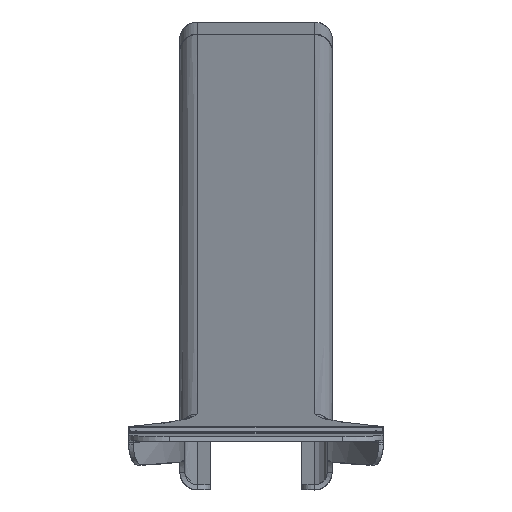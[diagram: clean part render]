
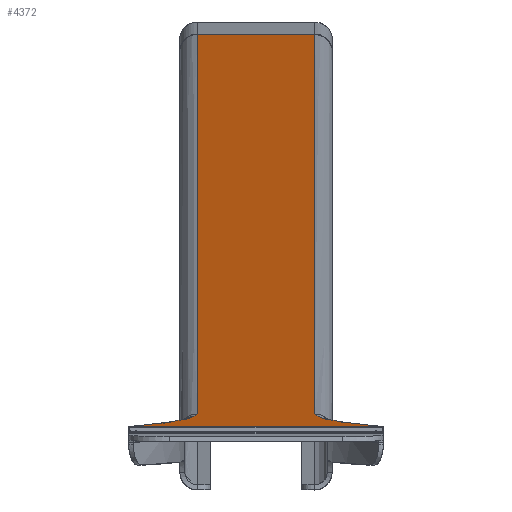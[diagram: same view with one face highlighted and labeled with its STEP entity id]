
A CAD part, left-side view. The second image highlights one B-rep face of the part: STEP entity #4372.
In plain terms, the highlighted planar face has unit normal (-0.048, 0, 0.999).
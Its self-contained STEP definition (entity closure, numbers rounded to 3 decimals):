
#4372 = ADVANCED_FACE('',(#4373),#4387,.T.);
#4373 = FACE_BOUND('',#4374,.T.);
#4374 = EDGE_LOOP('',(#4375,#4398,#4414,#4434,#4454,#4470,#4490,#4510));
#4375 = ORIENTED_EDGE('',*,*,#4376,.F.);
#4376 = EDGE_CURVE('',#4377,#4379,#4381,.T.);
#4377 = VERTEX_POINT('',#4378);
#4378 = CARTESIAN_POINT('',(18227.489,-25.,4499.468));
#4379 = VERTEX_POINT('',#4380);
#4380 = CARTESIAN_POINT('',(18227.489,24.903,4499.468)
  );
#4381 = SURFACE_CURVE('',#4382,(#4386),.PCURVE_S1.);
#4382 = LINE('',#4383,#4384);
#4383 = CARTESIAN_POINT('',(18227.489,-25.,4499.468));
#4384 = VECTOR('',#4385,1.);
#4385 = DIRECTION('',(0.,1.,0.));
#4386 = PCURVE('',#4387,#4392);
#4387 = PLANE('',#4388);
#4388 = AXIS2_PLACEMENT_3D('',#4389,#4390,#4391);
#4389 = CARTESIAN_POINT('',(0.,0.,3616.295));
#4390 = DIRECTION('',(-0.048,0.,0.999));
#4391 = DIRECTION('',(0.999,0.,0.048));
#4392 = DEFINITIONAL_REPRESENTATION('',(#4393),#4397);
#4393 = LINE('',#4394,#4395);
#4394 = CARTESIAN_POINT('',(18248.873,-25.));
#4395 = VECTOR('',#4396,1.);
#4396 = DIRECTION('',(0.,1.));
#4397 = ( GEOMETRIC_REPRESENTATION_CONTEXT(2) 
PARAMETRIC_REPRESENTATION_CONTEXT() REPRESENTATION_CONTEXT('2D SPACE',''
  ) );
#4398 = ORIENTED_EDGE('',*,*,#4399,.F.);
#4399 = EDGE_CURVE('',#4400,#4377,#4402,.T.);
#4400 = VERTEX_POINT('',#4401);
#4401 = CARTESIAN_POINT('',(18233.783,-21.851,4499.773)
  );
#4402 = SURFACE_CURVE('',#4403,(#4407),.PCURVE_S1.);
#4403 = LINE('',#4404,#4405);
#4404 = CARTESIAN_POINT('',(18233.783,-21.851,4499.773)
  );
#4405 = VECTOR('',#4406,1.);
#4406 = DIRECTION('',(-0.893,-0.447,
    -0.043));
#4407 = PCURVE('',#4387,#4408);
#4408 = DEFINITIONAL_REPRESENTATION('',(#4409),#4413);
#4409 = LINE('',#4410,#4411);
#4410 = CARTESIAN_POINT('',(18255.174,-21.851));
#4411 = VECTOR('',#4412,1.);
#4412 = DIRECTION('',(-0.895,-0.447));
#4413 = ( GEOMETRIC_REPRESENTATION_CONTEXT(2) 
PARAMETRIC_REPRESENTATION_CONTEXT() REPRESENTATION_CONTEXT('2D SPACE',''
  ) );
#4414 = ORIENTED_EDGE('',*,*,#4415,.F.);
#4415 = EDGE_CURVE('',#4416,#4400,#4418,.T.);
#4416 = VERTEX_POINT('',#4417);
#4417 = CARTESIAN_POINT('',(18278.848,-11.5,4501.957)
  );
#4418 = SURFACE_CURVE('',#4419,(#4425),.PCURVE_S1.);
#4419 = B_SPLINE_CURVE_WITH_KNOTS('',4,(#4420,#4421,#4422,#4423,#4424),
  .UNSPECIFIED.,.F.,.F.,(5,5),(0.,46.95),
  .PIECEWISE_BEZIER_KNOTS.);
#4420 = CARTESIAN_POINT('',(18278.848,-11.5,4501.957)
  );
#4421 = CARTESIAN_POINT('',(18267.191,-11.5,4501.392)
  );
#4422 = CARTESIAN_POINT('',(18255.532,-13.255,4500.827)
  );
#4423 = CARTESIAN_POINT('',(18244.275,-16.763,4500.282)
  );
#4424 = CARTESIAN_POINT('',(18233.783,-21.851,4499.773)
  );
#4425 = PCURVE('',#4387,#4426);
#4426 = DEFINITIONAL_REPRESENTATION('',(#4427),#4433);
#4427 = B_SPLINE_CURVE_WITH_KNOTS('',4,(#4428,#4429,#4430,#4431,#4432),
  .UNSPECIFIED.,.F.,.F.,(5,5),(0.,46.95),
  .PIECEWISE_BEZIER_KNOTS.);
#4428 = CARTESIAN_POINT('',(18300.292,-11.5));
#4429 = CARTESIAN_POINT('',(18288.622,-11.5));
#4430 = CARTESIAN_POINT('',(18276.949,-13.255));
#4431 = CARTESIAN_POINT('',(18265.678,-16.763));
#4432 = CARTESIAN_POINT('',(18255.174,-21.851));
#4433 = ( GEOMETRIC_REPRESENTATION_CONTEXT(2) 
PARAMETRIC_REPRESENTATION_CONTEXT() REPRESENTATION_CONTEXT('2D SPACE',''
  ) );
#4434 = ORIENTED_EDGE('',*,*,#4435,.F.);
#4435 = EDGE_CURVE('',#4436,#4416,#4438,.T.);
#4436 = VERTEX_POINT('',#4437);
#4437 = CARTESIAN_POINT('',(19818.501,-11.5,4576.557));
#4438 = SURFACE_CURVE('',#4439,(#4445),.PCURVE_S1.);
#4439 = B_SPLINE_CURVE_WITH_KNOTS('',4,(#4440,#4441,#4442,#4443,#4444),
  .UNSPECIFIED.,.F.,.F.,(5,5),(0.,1541.459),
  .PIECEWISE_BEZIER_KNOTS.);
#4440 = CARTESIAN_POINT('',(19818.501,-11.5,4576.557));
#4441 = CARTESIAN_POINT('',(19433.588,-11.5,4557.907)
  );
#4442 = CARTESIAN_POINT('',(19048.675,-11.5,4539.257
    ));
#4443 = CARTESIAN_POINT('',(18663.762,-11.5,4520.607
    ));
#4444 = CARTESIAN_POINT('',(18278.848,-11.5,4501.957)
  );
#4445 = PCURVE('',#4387,#4446);
#4446 = DEFINITIONAL_REPRESENTATION('',(#4447),#4453);
#4447 = B_SPLINE_CURVE_WITH_KNOTS('',4,(#4448,#4449,#4450,#4451,#4452),
  .UNSPECIFIED.,.F.,.F.,(5,5),(0.,1541.459),
  .PIECEWISE_BEZIER_KNOTS.);
#4448 = CARTESIAN_POINT('',(19841.751,-11.5));
#4449 = CARTESIAN_POINT('',(19456.387,-11.5));
#4450 = CARTESIAN_POINT('',(19071.022,-11.5));
#4451 = CARTESIAN_POINT('',(18685.657,-11.5));
#4452 = CARTESIAN_POINT('',(18300.292,-11.5));
#4453 = ( GEOMETRIC_REPRESENTATION_CONTEXT(2) 
PARAMETRIC_REPRESENTATION_CONTEXT() REPRESENTATION_CONTEXT('2D SPACE',''
  ) );
#4454 = ORIENTED_EDGE('',*,*,#4455,.F.);
#4455 = EDGE_CURVE('',#4456,#4436,#4458,.T.);
#4456 = VERTEX_POINT('',#4457);
#4457 = CARTESIAN_POINT('',(19818.501,11.5,4576.557));
#4458 = SURFACE_CURVE('',#4459,(#4463),.PCURVE_S1.);
#4459 = LINE('',#4460,#4461);
#4460 = CARTESIAN_POINT('',(19818.501,11.5,4576.557));
#4461 = VECTOR('',#4462,1.);
#4462 = DIRECTION('',(0.,-1.,0.));
#4463 = PCURVE('',#4387,#4464);
#4464 = DEFINITIONAL_REPRESENTATION('',(#4465),#4469);
#4465 = LINE('',#4466,#4467);
#4466 = CARTESIAN_POINT('',(19841.751,11.5));
#4467 = VECTOR('',#4468,1.);
#4468 = DIRECTION('',(0.,-1.));
#4469 = ( GEOMETRIC_REPRESENTATION_CONTEXT(2) 
PARAMETRIC_REPRESENTATION_CONTEXT() REPRESENTATION_CONTEXT('2D SPACE',''
  ) );
#4470 = ORIENTED_EDGE('',*,*,#4471,.F.);
#4471 = EDGE_CURVE('',#4472,#4456,#4474,.T.);
#4472 = VERTEX_POINT('',#4473);
#4473 = CARTESIAN_POINT('',(18278.848,11.5,4501.957)
  );
#4474 = SURFACE_CURVE('',#4475,(#4481),.PCURVE_S1.);
#4475 = B_SPLINE_CURVE_WITH_KNOTS('',4,(#4476,#4477,#4478,#4479,#4480),
  .UNSPECIFIED.,.F.,.F.,(5,5),(0.,1541.459),
  .PIECEWISE_BEZIER_KNOTS.);
#4476 = CARTESIAN_POINT('',(18278.848,11.5,4501.957)
  );
#4477 = CARTESIAN_POINT('',(18663.762,11.5,4520.607)
  );
#4478 = CARTESIAN_POINT('',(19048.675,11.5,4539.257)
  );
#4479 = CARTESIAN_POINT('',(19433.588,11.5,4557.907)
  );
#4480 = CARTESIAN_POINT('',(19818.501,11.5,4576.557));
#4481 = PCURVE('',#4387,#4482);
#4482 = DEFINITIONAL_REPRESENTATION('',(#4483),#4489);
#4483 = B_SPLINE_CURVE_WITH_KNOTS('',4,(#4484,#4485,#4486,#4487,#4488),
  .UNSPECIFIED.,.F.,.F.,(5,5),(0.,1541.459),
  .PIECEWISE_BEZIER_KNOTS.);
#4484 = CARTESIAN_POINT('',(18300.292,11.5));
#4485 = CARTESIAN_POINT('',(18685.657,11.5));
#4486 = CARTESIAN_POINT('',(19071.022,11.5));
#4487 = CARTESIAN_POINT('',(19456.387,11.5));
#4488 = CARTESIAN_POINT('',(19841.751,11.5));
#4489 = ( GEOMETRIC_REPRESENTATION_CONTEXT(2) 
PARAMETRIC_REPRESENTATION_CONTEXT() REPRESENTATION_CONTEXT('2D SPACE',''
  ) );
#4490 = ORIENTED_EDGE('',*,*,#4491,.F.);
#4491 = EDGE_CURVE('',#4492,#4472,#4494,.T.);
#4492 = VERTEX_POINT('',#4493);
#4493 = CARTESIAN_POINT('',(18233.783,21.851,4499.773)
  );
#4494 = SURFACE_CURVE('',#4495,(#4501),.PCURVE_S1.);
#4495 = B_SPLINE_CURVE_WITH_KNOTS('',4,(#4496,#4497,#4498,#4499,#4500),
  .UNSPECIFIED.,.F.,.F.,(5,5),(0.,46.95),
  .PIECEWISE_BEZIER_KNOTS.);
#4496 = CARTESIAN_POINT('',(18233.783,21.851,4499.773)
  );
#4497 = CARTESIAN_POINT('',(18244.275,16.763,4500.282)
  );
#4498 = CARTESIAN_POINT('',(18255.532,13.255,4500.827)
  );
#4499 = CARTESIAN_POINT('',(18267.191,11.5,4501.392)
  );
#4500 = CARTESIAN_POINT('',(18278.848,11.5,4501.957)
  );
#4501 = PCURVE('',#4387,#4502);
#4502 = DEFINITIONAL_REPRESENTATION('',(#4503),#4509);
#4503 = B_SPLINE_CURVE_WITH_KNOTS('',4,(#4504,#4505,#4506,#4507,#4508),
  .UNSPECIFIED.,.F.,.F.,(5,5),(0.,46.95),
  .PIECEWISE_BEZIER_KNOTS.);
#4504 = CARTESIAN_POINT('',(18255.174,21.851));
#4505 = CARTESIAN_POINT('',(18265.678,16.763));
#4506 = CARTESIAN_POINT('',(18276.949,13.255));
#4507 = CARTESIAN_POINT('',(18288.622,11.5));
#4508 = CARTESIAN_POINT('',(18300.292,11.5));
#4509 = ( GEOMETRIC_REPRESENTATION_CONTEXT(2) 
PARAMETRIC_REPRESENTATION_CONTEXT() REPRESENTATION_CONTEXT('2D SPACE',''
  ) );
#4510 = ORIENTED_EDGE('',*,*,#4511,.F.);
#4511 = EDGE_CURVE('',#4379,#4492,#4512,.T.);
#4512 = SURFACE_CURVE('',#4513,(#4517),.PCURVE_S1.);
#4513 = LINE('',#4514,#4515);
#4514 = CARTESIAN_POINT('',(18227.489,24.903,4499.468)
  );
#4515 = VECTOR('',#4516,1.);
#4516 = DIRECTION('',(0.899,-0.436,0.044)
  );
#4517 = PCURVE('',#4387,#4518);
#4518 = DEFINITIONAL_REPRESENTATION('',(#4519),#4523);
#4519 = LINE('',#4520,#4521);
#4520 = CARTESIAN_POINT('',(18248.873,24.903));
#4521 = VECTOR('',#4522,1.);
#4522 = DIRECTION('',(0.9,-0.436));
#4523 = ( GEOMETRIC_REPRESENTATION_CONTEXT(2) 
PARAMETRIC_REPRESENTATION_CONTEXT() REPRESENTATION_CONTEXT('2D SPACE',''
  ) );
